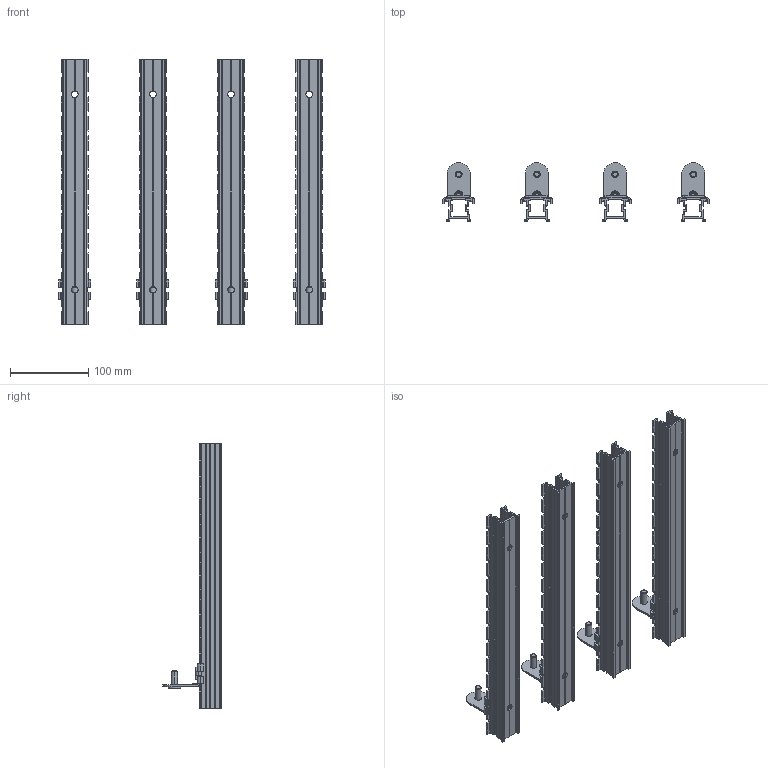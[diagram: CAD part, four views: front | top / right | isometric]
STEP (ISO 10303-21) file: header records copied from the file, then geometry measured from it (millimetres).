
FILE_DESCRIPTION(('STEP AP242'),'1');
FILE_NAME('nsydpla4.stp','2020-01-20T23:12:58',('TraceParts'),('TraceParts S.A.'),'Spatial InterOp 3D',' ',' ');
FILE_SCHEMA(('AP242_MANAGED_MODEL_BASED_3D_ENGINEERING_MIM_LF {1 0 10303 442 1 1 4}'));
Length unit declared in the file: millimetre
Products named in the file (1): nsydpla4_1
Bounding box: 341 x 75 x 340 mm (x, y, z)
Volume: 323131.1 mm3; surface area: 312495.6 mm2
Topology: 16 solids, 16 shells, 1688 faces, 4540 edges, 2880 vertices
Faces by surface type: plane 984, cylinder 592, bspline 72, torus 24, sphere 8, cone 8
Entity records: 55711 total; most frequent: CARTESIAN_POINT 12944, ORIENTED_EDGE 9080, DIRECTION 8888, EDGE_CURVE 4540, LINE 3128, VECTOR 3128, AXIS2_PLACEMENT_3D 2880, VERTEX_POINT 2880
